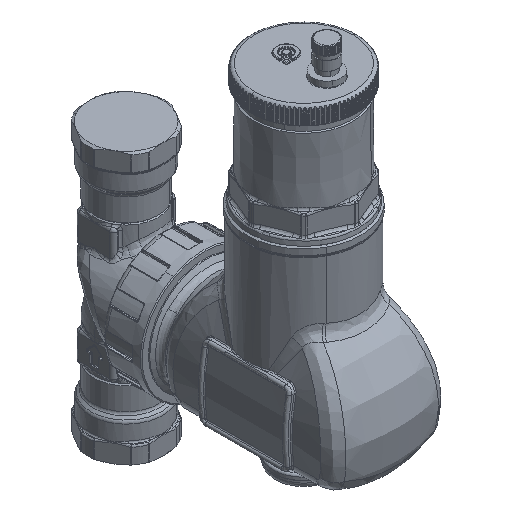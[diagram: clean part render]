
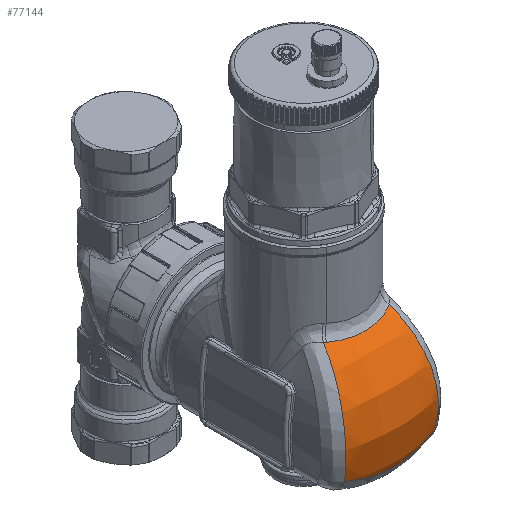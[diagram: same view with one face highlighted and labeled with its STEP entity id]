
A CAD part, isometric view. The second image highlights one B-rep face of the part: STEP entity #77144.
In plain terms, the highlighted face is a revolution surface.
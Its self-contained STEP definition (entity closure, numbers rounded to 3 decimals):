
#70619=CARTESIAN_POINT('Vertex',(-17.173,-27.261,39.323)) ;
#70674=CARTESIAN_POINT('Control Point',(-17.173,-27.261,39.323)) ;
#70675=CARTESIAN_POINT('Control Point',(-16.96,-27.382,39.295)) ;
#70676=CARTESIAN_POINT('Control Point',(-16.747,-27.501,39.267)) ;
#70677=CARTESIAN_POINT('Control Point',(-16.532,-27.619,39.239)) ;
#70678=CARTESIAN_POINT('Control Point',(-16.317,-27.734,39.212)) ;
#70679=CARTESIAN_POINT('Control Point',(-16.101,-27.847,39.184)) ;
#70680=CARTESIAN_POINT('Vertex',(-16.101,-27.847,39.184)) ;
#70753=CARTESIAN_POINT('Control Point',(-16.101,-27.847,39.184)) ;
#70754=CARTESIAN_POINT('Control Point',(-12.678,-29.64,38.755)) ;
#70755=CARTESIAN_POINT('Control Point',(-9.039,-30.932,38.411)) ;
#70756=CARTESIAN_POINT('Control Point',(-5.271,-31.711,38.192)) ;
#70757=CARTESIAN_POINT('Control Point',(1.666,-32.187,38.063)) ;
#70758=CARTESIAN_POINT('Control Point',(8.505,-30.959,38.399)) ;
#70759=CARTESIAN_POINT('Control Point',(11.518,-30.064,38.64)) ;
#70760=CARTESIAN_POINT('Control Point',(14.424,-28.829,38.956)) ;
#70761=CARTESIAN_POINT('Control Point',(17.173,-27.261,39.323)) ;
#70762=CARTESIAN_POINT('Vertex',(17.173,-27.261,39.323)) ;
#75378=CARTESIAN_POINT('Vertex',(-23.431,-44.612,-11.242)) ;
#75382=CARTESIAN_POINT('Control Point',(-23.431,-44.612,-11.242)) ;
#75383=CARTESIAN_POINT('Control Point',(-23.882,-45.645,-6.527)) ;
#75384=CARTESIAN_POINT('Control Point',(-24.106,-46.134,-1.677)) ;
#75385=CARTESIAN_POINT('Control Point',(-24.074,-46.063,3.212)) ;
#75386=CARTESIAN_POINT('Control Point',(-23.517,-44.842,12.599)) ;
#75387=CARTESIAN_POINT('Control Point',(-22.129,-41.579,21.411)) ;
#75388=CARTESIAN_POINT('Control Point',(-21.287,-39.528,25.478)) ;
#75389=CARTESIAN_POINT('Control Point',(-19.927,-35.988,30.857)) ;
#75390=CARTESIAN_POINT('Control Point',(-18.466,-31.589,35.56)) ;
#75391=CARTESIAN_POINT('Control Point',(-18.031,-30.217,36.884)) ;
#75392=CARTESIAN_POINT('Control Point',(-17.598,-28.774,38.141)) ;
#75393=CARTESIAN_POINT('Control Point',(-17.173,-27.261,39.323)) ;
#75620=CARTESIAN_POINT('Control Point',(17.173,-27.261,39.323)) ;
#75621=CARTESIAN_POINT('Control Point',(17.26,-27.57,39.082)) ;
#75622=CARTESIAN_POINT('Control Point',(17.347,-27.876,38.837)) ;
#75623=CARTESIAN_POINT('Control Point',(17.435,-28.179,38.59)) ;
#75624=CARTESIAN_POINT('Control Point',(18.549,-31.995,35.405)) ;
#75625=CARTESIAN_POINT('Control Point',(19.691,-35.333,31.746)) ;
#75626=CARTESIAN_POINT('Control Point',(20.688,-37.979,28.039)) ;
#75627=CARTESIAN_POINT('Control Point',(22.369,-42.189,20.415)) ;
#75628=CARTESIAN_POINT('Control Point',(23.46,-44.692,12.03)) ;
#75629=CARTESIAN_POINT('Control Point',(23.814,-45.484,7.902)) ;
#75630=CARTESIAN_POINT('Control Point',(24.07,-46.057,1.537)) ;
#75631=CARTESIAN_POINT('Control Point',(23.899,-45.673,-4.819)) ;
#75632=CARTESIAN_POINT('Control Point',(23.79,-45.43,-6.982)) ;
#75633=CARTESIAN_POINT('Control Point',(23.634,-45.076,-9.126)) ;
#75634=CARTESIAN_POINT('Control Point',(23.431,-44.612,-11.242)) ;
#75635=CARTESIAN_POINT('Vertex',(23.431,-44.612,-11.242)) ;
#77121=CARTESIAN_POINT('Control Point',(-24.041,9.297,45.459)) ;
#77122=CARTESIAN_POINT('Control Point',(-12.306,10.,49.089)) ;
#77123=CARTESIAN_POINT('Control Point',(0.191,10.245,50.356)) ;
#77124=CARTESIAN_POINT('Control Point',(12.683,9.989,49.031)) ;
#77125=CARTESIAN_POINT('Control Point',(24.4,9.276,45.347)) ;
#77126=CARTESIAN_POINT('Axis1P Location',(0.,0.5,0.)) ;
#77131=CARTESIAN_POINT('Control Point',(23.431,-44.612,-11.242)) ;
#77132=CARTESIAN_POINT('Control Point',(12.198,-47.235,-14.948)) ;
#77133=CARTESIAN_POINT('Control Point',(0.,-48.008,-16.322)) ;
#77134=CARTESIAN_POINT('Control Point',(-12.198,-47.235,-14.948)) ;
#77135=CARTESIAN_POINT('Control Point',(-23.431,-44.612,-11.242)) ;
#77127=DIRECTION('Axis1P Direction',(1.,0.,-0.)) ;
#77138=ORIENTED_EDGE('',*,*,#70764,.F.) ;
#77139=ORIENTED_EDGE('',*,*,#70682,.F.) ;
#77140=ORIENTED_EDGE('',*,*,#75394,.F.) ;
#77141=ORIENTED_EDGE('',*,*,#77136,.F.) ;
#77142=ORIENTED_EDGE('',*,*,#75637,.F.) ;
#77144=ADVANCED_FACE('PartBody',(#77143),#77129,.T.) ;
#77128=AXIS1_PLACEMENT('Revolution Surface Axis1P',#77126,#77127) ;
#70673=B_SPLINE_CURVE_WITH_KNOTS('',5,(#70674,#70675,#70676,#70677,#70678,#70679),.UNSPECIFIED.,.F.,.U.,(6,6),(128.012,129.596),.UNSPECIFIED.) ;
#70752=B_SPLINE_CURVE_WITH_KNOTS('',5,(#70753,#70754,#70755,#70756,#70757,#70758,#70759,#70760,#70761),.UNSPECIFIED.,.F.,.U.,(6,3,6),(29.586,54.661,75.145),.UNSPECIFIED.) ;
#75381=B_SPLINE_CURVE_WITH_KNOTS('',5,(#75382,#75383,#75384,#75385,#75386,#75387,#75388,#75389,#75390,#75391,#75392,#75393),.UNSPECIFIED.,.F.,.U.,(6,3,3,6),(26.218,54.038,80.275,91.255),.UNSPECIFIED.) ;
#75619=B_SPLINE_CURVE_WITH_KNOTS('',5,(#75620,#75621,#75622,#75623,#75624,#75625,#75626,#75627,#75628,#75629,#75630,#75631,#75632,#75633,#75634),.UNSPECIFIED.,.F.,.U.,(6,3,3,3,6),(137.348,139.591,165.852,189.89,202.381),.UNSPECIFIED.) ;
#77120=B_SPLINE_CURVE_WITH_KNOTS('',4,(#77121,#77122,#77123,#77124,#77125),.UNSPECIFIED.,.F.,.U.,(5,5),(352.573,401.786),.UNSPECIFIED.) ;
#77130=B_SPLINE_CURVE_WITH_KNOTS('',4,(#77131,#77132,#77133,#77134,#77135),.UNSPECIFIED.,.F.,.U.,(5,5),(27.742,95.373),.UNSPECIFIED.) ;
#70682=EDGE_CURVE('',#70620,#70681,#70673,.T.) ;
#70764=EDGE_CURVE('',#70681,#70763,#70752,.T.) ;
#75394=EDGE_CURVE('',#75379,#70620,#75381,.T.) ;
#75637=EDGE_CURVE('',#70763,#75636,#75619,.T.) ;
#77136=EDGE_CURVE('',#75636,#75379,#77130,.T.) ;
#77137=EDGE_LOOP('',(#77138,#77139,#77140,#77141,#77142)) ;
#77143=FACE_OUTER_BOUND('',#77137,.T.) ;
#77129=SURFACE_OF_REVOLUTION('Surface of Revolution',#77120,#77128) ;
#70620=VERTEX_POINT('',#70619) ;
#70681=VERTEX_POINT('',#70680) ;
#70763=VERTEX_POINT('',#70762) ;
#75379=VERTEX_POINT('',#75378) ;
#75636=VERTEX_POINT('',#75635) ;
